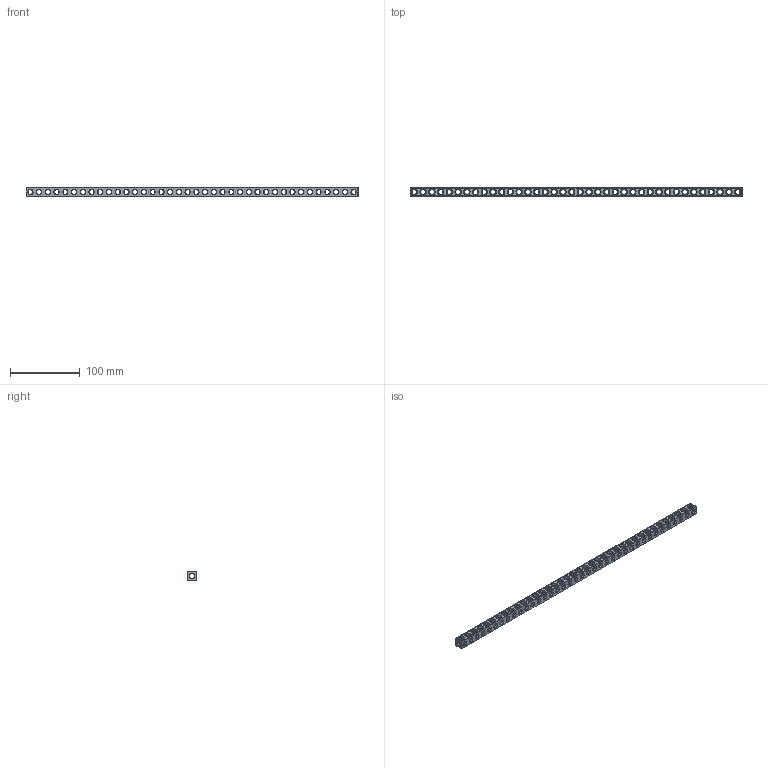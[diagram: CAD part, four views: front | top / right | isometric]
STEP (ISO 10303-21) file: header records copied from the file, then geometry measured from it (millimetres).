
FILE_DESCRIPTION(('FreeCAD Model'),'2;1');
FILE_NAME('Open CASCADE Shape Model','2021-05-30T21:30:23',( 'Paulo Kiefe'),('STEMFIE.org'),'Open CASCADE STEP processor 7.4', 'FreeCAD','Unknown');
FILE_SCHEMA(('AUTOMOTIVE_DESIGN { 1 0 10303 214 1 1 1 1 }'));
Products named in the file (1): Beam_STR_ESS_BU38x01x01_-_SPN-BEM-0075_(stemfie.org)
Bounding box: 475 x 12.5 x 12.5 mm (x, y, z)
Volume: 37095.8 mm3; surface area: 33159 mm2
Topology: 1 solids, 1 shells, 865 faces, 2830 edges, 1886 vertices
Faces by surface type: plane 376, cylinder 229, cone 154, extrusion 106
Full cylindrical faces by diameter (mm): 7 x191, 9.2 x38
Entity records: 81551 total; most frequent: CARTESIAN_POINT 28550, DIRECTION 9019, ORIENTED_EDGE 5660, PCURVE 5660, DEFINITIONAL_REPRESENTATION 5660, VECTOR 4944, LINE 4838, EDGE_CURVE 2830
